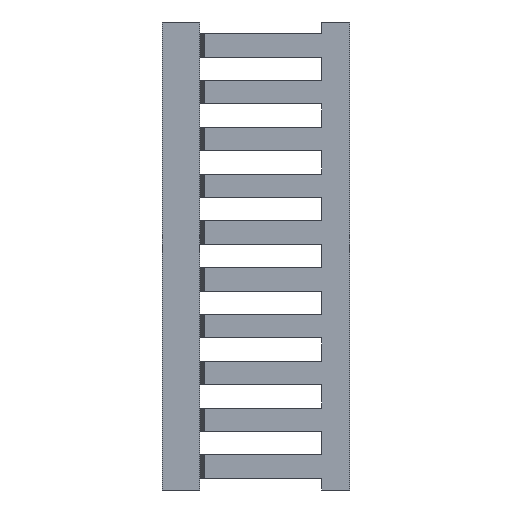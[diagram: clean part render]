
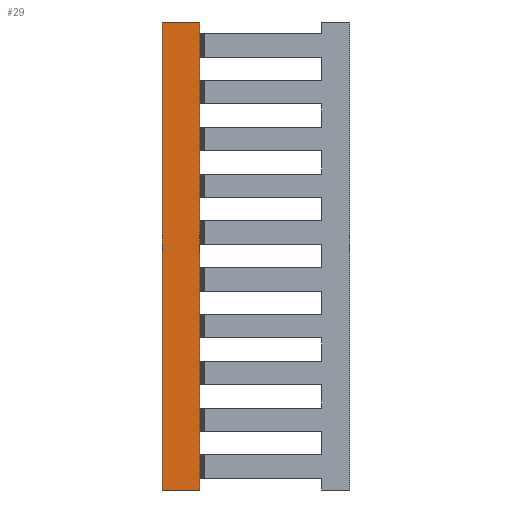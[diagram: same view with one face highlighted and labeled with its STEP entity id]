
A CAD part, left-side view. The second image highlights one B-rep face of the part: STEP entity #29.
In plain terms, the highlighted planar face has unit normal (-1, 0, 0).
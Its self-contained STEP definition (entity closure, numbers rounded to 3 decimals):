
#29 = ADVANCED_FACE ( 'NONE', ( #5644 ), #79, .T. ) ;
#79 = PLANE ( 'NONE',  #4774 ) ;
#457 = CARTESIAN_POINT ( 'NONE',  ( -30., 40., 0. ) ) ;
#1606 = EDGE_CURVE ( 'NONE', #4401, #5426, #3815, .T. ) ;
#2011 = DIRECTION ( 'NONE',  ( 0., 0., 1. ) ) ;
#2100 = VECTOR ( 'NONE', #2940, 1000. ) ;
#2896 = EDGE_LOOP ( 'NONE', ( #3456, #4154, #6551, #6171 ) ) ;
#2940 = DIRECTION ( 'NONE',  ( 0., -1., 0. ) ) ;
#2978 = LINE ( 'NONE', #457, #2100 ) ;
#3248 = DIRECTION ( 'NONE',  ( 0., 0., 1. ) ) ;
#3274 = LINE ( 'NONE', #5753, #8010 ) ;
#3325 = VERTEX_POINT ( 'NONE', #6168 ) ;
#3451 = EDGE_CURVE ( 'NONE', #4401, #3325, #6986, .T. ) ;
#3456 = ORIENTED_EDGE ( 'NONE', *, *, #4144, .F. ) ;
#3815 = LINE ( 'NONE', #7514, #7986 ) ;
#3909 = CARTESIAN_POINT ( 'NONE',  ( -30., 40., 0. ) ) ;
#4144 = EDGE_CURVE ( 'NONE', #5426, #5825, #2978, .T. ) ;
#4154 = ORIENTED_EDGE ( 'NONE', *, *, #1606, .F. ) ;
#4401 = VERTEX_POINT ( 'NONE', #7730 ) ;
#4744 = VECTOR ( 'NONE', #5143, 1000. ) ;
#4774 = AXIS2_PLACEMENT_3D ( 'NONE', #5472, #4992, #6782 ) ;
#4992 = DIRECTION ( 'NONE',  ( -1., 0., 0. ) ) ;
#5143 = DIRECTION ( 'NONE',  ( 0., -1., 0. ) ) ;
#5426 = VERTEX_POINT ( 'NONE', #3909 ) ;
#5472 = CARTESIAN_POINT ( 'NONE',  ( -30., 40., -100. ) ) ;
#5644 = FACE_OUTER_BOUND ( 'NONE', #2896, .T. ) ;
#5753 = CARTESIAN_POINT ( 'NONE',  ( -30., 32., -100. ) ) ;
#5825 = VERTEX_POINT ( 'NONE', #7748 ) ;
#6061 = EDGE_CURVE ( 'NONE', #3325, #5825, #3274, .T. ) ;
#6168 = CARTESIAN_POINT ( 'NONE',  ( -30., 32., -100. ) ) ;
#6171 = ORIENTED_EDGE ( 'NONE', *, *, #6061, .T. ) ;
#6292 = CARTESIAN_POINT ( 'NONE',  ( -30., 40., -100. ) ) ;
#6551 = ORIENTED_EDGE ( 'NONE', *, *, #3451, .T. ) ;
#6782 = DIRECTION ( 'NONE',  ( 0., 0., 1. ) ) ;
#6986 = LINE ( 'NONE', #6292, #4744 ) ;
#7514 = CARTESIAN_POINT ( 'NONE',  ( -30., 40., -100. ) ) ;
#7730 = CARTESIAN_POINT ( 'NONE',  ( -30., 40., -100. ) ) ;
#7748 = CARTESIAN_POINT ( 'NONE',  ( -30., 32., 0. ) ) ;
#7986 = VECTOR ( 'NONE', #3248, 1000. ) ;
#8010 = VECTOR ( 'NONE', #2011, 1000. ) ;
